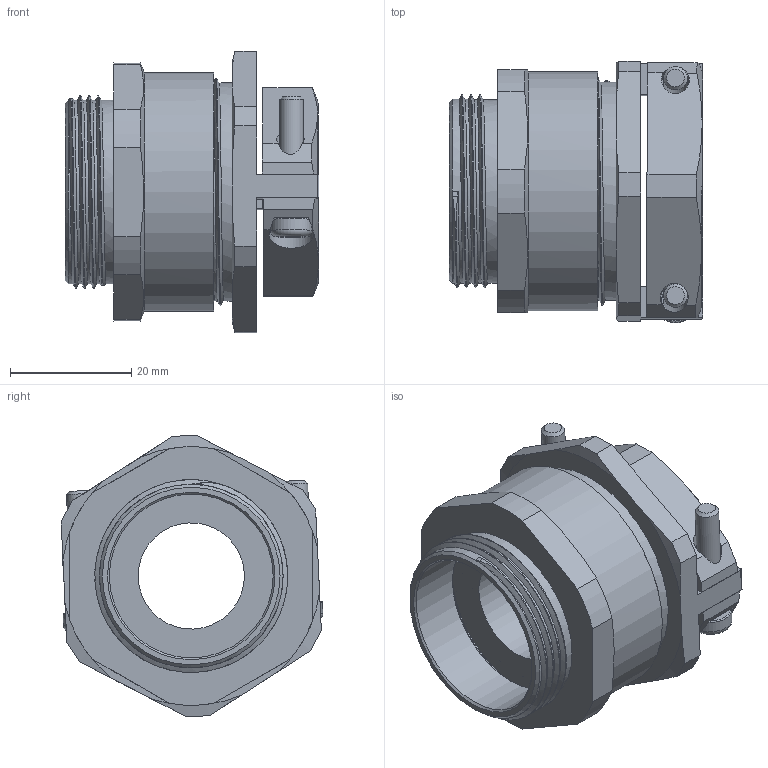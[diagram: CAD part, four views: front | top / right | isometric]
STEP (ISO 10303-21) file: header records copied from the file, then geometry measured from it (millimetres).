
FILE_DESCRIPTION(/* description */ ('Messing-KV mit zentrischer Zugentlastung Mutter M32/PG29'),/* implementation_level */ '2;1');
FILE_NAME(/* name */ '60009532-RST.stp',/* time_stamp */ '2015-06-01T11:38:23+02:00',/* author */ ('sl'),/* organization */ (''),/* preprocessor_version */ 'ST-DEVELOPER v15.2',/* originating_system */ 'Autodesk Inventor 2014',/* authorisation */ '');
FILE_SCHEMA (('CONFIG_CONTROL_DESIGN'));
Length unit declared in the file: millimetre
Products named in the file (8): Messing-KV-02-BT-0001-60009532; Messing-KV-02-BT-0002-60009532; Messing-KV-02-BT-0003-60009532; Messing-KV-02-BT-0004-60009532; Messing-KV-02-BT-0006-60009532; Messing-KV-02-BT-0007-60009532; Messing-KV-02-BT-0005-60009532; Messing-KV-02-BG-0001-60009532
Assembly tree (9 placements, depth 2):
  Messing-KV-02-BG-0001-60009532
    Messing-KV-02-BT-0001-60009532
    Messing-KV-02-BT-0002-60009532
    Messing-KV-02-BT-0003-60009532  x2
    Messing-KV-02-BT-0004-60009532
    Messing-KV-02-BT-0006-60009532
    Messing-KV-02-BT-0007-60009532  x2
    Messing-KV-02-BT-0005-60009532
Bounding box: 41.87 x 43.13 x 46.41 mm (x, y, z)
Volume: 23342.9 mm3; surface area: 24947 mm2
Topology: 9 solids, 9 shells, 231 faces, 573 edges, 370 vertices
Faces by surface type: plane 120, cylinder 70, cone 27, torus 8, bspline 6
Full cylindrical faces by diameter (mm): 3.9 x2, 4.5 x2, 4.6 x4, 6.89 x2, 17.52 x1, 20.5 x1, 20.7 x1, 25.3 x1, 25.5 x1, 27 x1, 28.8 x1, 29 x1, 29.96 x2, 30 x1, 30.278 x3, 34.52 x1, 34.8 x2, 35.5 x7, 36.009 x4, 39.4 x1
Entity records: 16300 total; most frequent: CARTESIAN_POINT 11847, ORIENTED_EDGE 874, DIRECTION 867, EDGE_CURVE 437, AXIS2_PLACEMENT_3D 331, VERTEX_POINT 301, EDGE_LOOP 254, LINE 205
